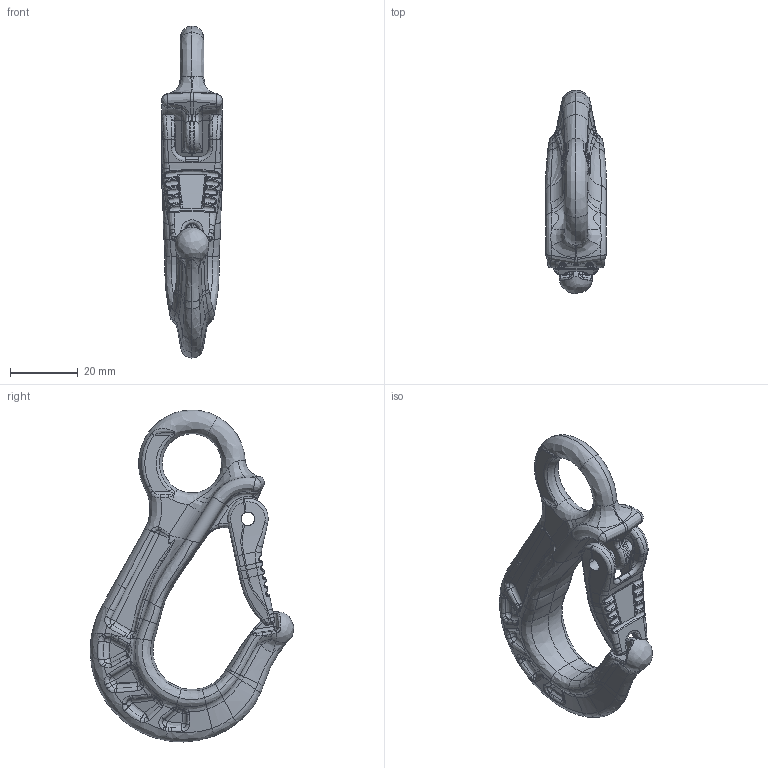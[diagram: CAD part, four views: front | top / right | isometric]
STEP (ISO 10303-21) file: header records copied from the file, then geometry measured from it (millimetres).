
FILE_DESCRIPTION (( 'STEP AP214' ), '1' );
FILE_NAME ('COHF-04 mit montierter Hakenfalle.STEP', '2018-12-14T08:58:11', ( '' ), ( '' ), 'SwSTEP 2.0', 'SolidWorks 2017', '' );
FILE_SCHEMA (( 'AUTOMOTIVE_DESIGN' ));
Length unit declared in the file: millimetre
Products named in the file (3): COHF-04 - Sicherungsfalle; COHF-04 - Lasthaken; COHF-04 mit montierter Hakenfalle
Assembly tree (2 placements, depth 2):
  COHF-04 mit montierter Hakenfalle
    COHF-04 - Lasthaken
    COHF-04 - Sicherungsfalle
Bounding box: 18 x 60.01 x 97.99 mm (x, y, z)
Volume: 22097.9 mm3; surface area: 10266.1 mm2
Topology: 2 solids, 2 shells, 965 faces, 2269 edges, 1271 vertices
Faces by surface type: bspline 693, cylinder 160, plane 84, cone 26, torus 2
Entity records: 93641 total; most frequent: CARTESIAN_POINT 67282, ORIENTED_EDGE 4476, EDGE_CURVE 2238, B_SPLINE_CURVE_WITH_KNOTS 1777, VERTEX_POINT 1271, DIRECTION 1100, UNCERTAINTY_MEASURE_WITH_UNIT 972, PRESENTATION_STYLE_ASSIGNMENT 969
